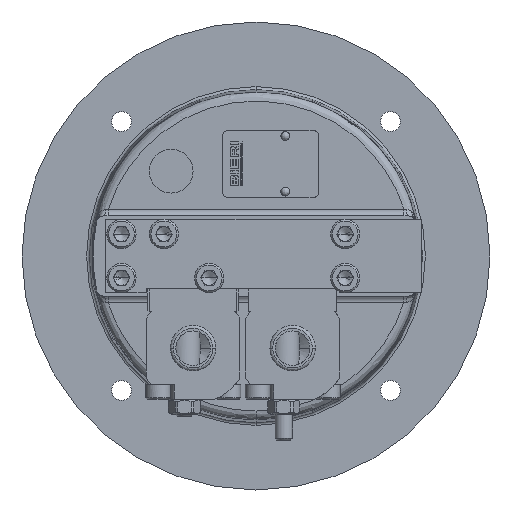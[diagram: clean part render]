
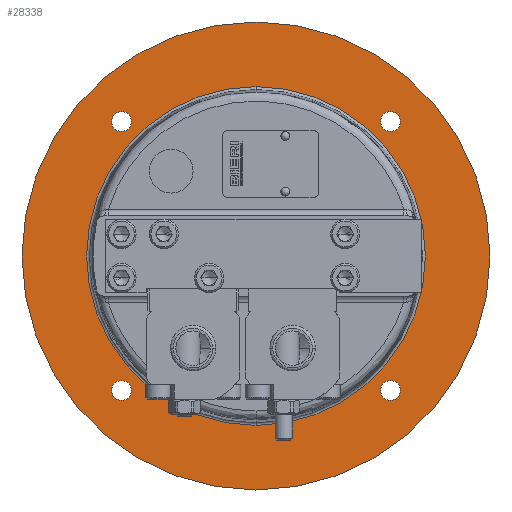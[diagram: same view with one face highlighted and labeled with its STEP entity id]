
A CAD part, left-side view. The second image highlights one B-rep face of the part: STEP entity #28338.
In plain terms, the highlighted planar face has unit normal (-1, 0, 0).
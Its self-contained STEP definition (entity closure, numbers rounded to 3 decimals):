
#21 = CARTESIAN_POINT ( 'NONE',  ( 39.95, -45.962, -45.962 ) ) ;
#533 = DIRECTION ( 'NONE',  ( -1., 0., 0. ) ) ;
#575 = CIRCLE ( 'NONE', #18809, 57.909 ) ;
#634 = EDGE_LOOP ( 'NONE', ( #11646, #46986 ) ) ;
#668 = FACE_BOUND ( 'NONE', #37770, .T. ) ;
#1026 = AXIS2_PLACEMENT_3D ( 'NONE', #21, #14547, #22436 ) ;
#1039 = DIRECTION ( 'NONE',  ( -1., 0., 0. ) ) ;
#1205 = DIRECTION ( 'NONE',  ( 0., 0., -1. ) ) ;
#1936 = CARTESIAN_POINT ( 'NONE',  ( 39.95, 0., 0. ) ) ;
#2645 = EDGE_CURVE ( 'NONE', #43251, #39329, #575, .T. ) ;
#2961 = EDGE_CURVE ( 'NONE', #30528, #26695, #23450, .T. ) ;
#3210 = VERTEX_POINT ( 'NONE', #27639 ) ;
#4393 = DIRECTION ( 'NONE',  ( -1., 0., 0. ) ) ;
#4558 = DIRECTION ( 'NONE',  ( -1., 0., 0. ) ) ;
#4820 = CIRCLE ( 'NONE', #25397, 3.4 ) ;
#4999 = CIRCLE ( 'NONE', #37677, 3.4 ) ;
#5027 = DIRECTION ( 'NONE',  ( 0., 0., -1. ) ) ;
#5101 = CIRCLE ( 'NONE', #37076, 80. ) ;
#6030 = CIRCLE ( 'NONE', #29618, 80. ) ;
#6650 = ORIENTED_EDGE ( 'NONE', *, *, #16643, .F. ) ;
#7127 = DIRECTION ( 'NONE',  ( 0., 0., -1. ) ) ;
#7516 = VERTEX_POINT ( 'NONE', #25613 ) ;
#7679 = DIRECTION ( 'NONE',  ( 0., 0., -1. ) ) ;
#8979 = CARTESIAN_POINT ( 'NONE',  ( 39.95, 45.962, -49.362 ) ) ;
#9000 = EDGE_CURVE ( 'NONE', #7516, #30472, #26033, .T. ) ;
#9179 = ORIENTED_EDGE ( 'NONE', *, *, #26537, .F. ) ;
#9753 = ORIENTED_EDGE ( 'NONE', *, *, #37040, .F. ) ;
#11141 = FACE_BOUND ( 'NONE', #634, .T. ) ;
#11177 = DIRECTION ( 'NONE',  ( 1., 0., 0. ) ) ;
#11376 = FACE_BOUND ( 'NONE', #12690, .T. ) ;
#11646 = ORIENTED_EDGE ( 'NONE', *, *, #9000, .F. ) ;
#12690 = EDGE_LOOP ( 'NONE', ( #13821, #43026 ) ) ;
#13460 = EDGE_LOOP ( 'NONE', ( #36889, #29134 ) ) ;
#13821 = ORIENTED_EDGE ( 'NONE', *, *, #2961, .F. ) ;
#14214 = CARTESIAN_POINT ( 'NONE',  ( 39.95, 0., 80. ) ) ;
#14514 = EDGE_CURVE ( 'NONE', #23709, #38101, #27163, .T. ) ;
#14547 = DIRECTION ( 'NONE',  ( -1., 0., 0. ) ) ;
#14849 = DIRECTION ( 'NONE',  ( -1., 0., 0. ) ) ;
#15192 = DIRECTION ( 'NONE',  ( 1., 0., 0. ) ) ;
#15652 = CARTESIAN_POINT ( 'NONE',  ( 39.95, 45.962, -42.562 ) ) ;
#15740 = DIRECTION ( 'NONE',  ( -1., 0., 0. ) ) ;
#15985 = DIRECTION ( 'NONE',  ( 0., 0., -1. ) ) ;
#15986 = ORIENTED_EDGE ( 'NONE', *, *, #22332, .F. ) ;
#16131 = EDGE_CURVE ( 'NONE', #39329, #43251, #19658, .T. ) ;
#16242 = ORIENTED_EDGE ( 'NONE', *, *, #2645, .F. ) ;
#16624 = DIRECTION ( 'NONE',  ( 0., 0., -1. ) ) ;
#16643 = EDGE_CURVE ( 'NONE', #46564, #3210, #5101, .T. ) ;
#17082 = DIRECTION ( 'NONE',  ( 1., 0., 0. ) ) ;
#17745 = DIRECTION ( 'NONE',  ( 0., 0., -1. ) ) ;
#18809 = AXIS2_PLACEMENT_3D ( 'NONE', #30772, #15740, #15985 ) ;
#18878 = DIRECTION ( 'NONE',  ( 0., 0., -1. ) ) ;
#19027 = VERTEX_POINT ( 'NONE', #39373 ) ;
#19489 = CARTESIAN_POINT ( 'NONE',  ( 39.95, -45.962, -45.962 ) ) ;
#19658 = CIRCLE ( 'NONE', #30298, 57.909 ) ;
#19944 = AXIS2_PLACEMENT_3D ( 'NONE', #33641, #4558, #5027 ) ;
#20911 = CARTESIAN_POINT ( 'NONE',  ( 39.95, -45.962, 45.962 ) ) ;
#21125 = DIRECTION ( 'NONE',  ( 0., 0., -1. ) ) ;
#21577 = CIRCLE ( 'NONE', #1026, 3.4 ) ;
#22246 = CARTESIAN_POINT ( 'NONE',  ( 39.95, 45.962, -45.962 ) ) ;
#22332 = EDGE_CURVE ( 'NONE', #23498, #19027, #21577, .T. ) ;
#22379 = CARTESIAN_POINT ( 'NONE',  ( 39.95, 57.983, -57.983 ) ) ;
#22402 = EDGE_LOOP ( 'NONE', ( #41890, #16242 ) ) ;
#22436 = DIRECTION ( 'NONE',  ( 0., 0., -1. ) ) ;
#22540 = AXIS2_PLACEMENT_3D ( 'NONE', #19489, #30701, #16624 ) ;
#22602 = DIRECTION ( 'NONE',  ( 0., 0., -1. ) ) ;
#22802 = AXIS2_PLACEMENT_3D ( 'NONE', #20911, #27155, #1205 ) ;
#23450 = CIRCLE ( 'NONE', #29526, 3.4 ) ;
#23498 = VERTEX_POINT ( 'NONE', #32141 ) ;
#23709 = VERTEX_POINT ( 'NONE', #15652 ) ;
#25397 = AXIS2_PLACEMENT_3D ( 'NONE', #22246, #533, #18878 ) ;
#25613 = CARTESIAN_POINT ( 'NONE',  ( 39.95, 45.962, 42.562 ) ) ;
#25635 = CARTESIAN_POINT ( 'NONE',  ( 39.95, -45.962, 49.362 ) ) ;
#25719 = CARTESIAN_POINT ( 'NONE',  ( 39.95, 0., -57.909 ) ) ;
#26033 = CIRCLE ( 'NONE', #19944, 3.4 ) ;
#26537 = EDGE_CURVE ( 'NONE', #3210, #46564, #6030, .T. ) ;
#26695 = VERTEX_POINT ( 'NONE', #25635 ) ;
#27155 = DIRECTION ( 'NONE',  ( -1., 0., 0. ) ) ;
#27163 = CIRCLE ( 'NONE', #40828, 3.4 ) ;
#27423 = DIRECTION ( 'NONE',  ( -1., 0., 0. ) ) ;
#27639 = CARTESIAN_POINT ( 'NONE',  ( 39.95, 0., -80. ) ) ;
#28338 = ADVANCED_FACE ( 'NONE', ( #29049, #29283, #11141, #29742, #668, #11376 ), #37111, .F. ) ;
#29049 = FACE_OUTER_BOUND ( 'NONE', #32557, .T. ) ;
#29134 = ORIENTED_EDGE ( 'NONE', *, *, #14514, .F. ) ;
#29283 = FACE_BOUND ( 'NONE', #22402, .T. ) ;
#29400 = CARTESIAN_POINT ( 'NONE',  ( 39.95, 45.962, -45.962 ) ) ;
#29526 = AXIS2_PLACEMENT_3D ( 'NONE', #36815, #4393, #43480 ) ;
#29618 = AXIS2_PLACEMENT_3D ( 'NONE', #38967, #17082, #21125 ) ;
#29742 = FACE_BOUND ( 'NONE', #13460, .T. ) ;
#30298 = AXIS2_PLACEMENT_3D ( 'NONE', #1936, #27423, #45496 ) ;
#30472 = VERTEX_POINT ( 'NONE', #42663 ) ;
#30528 = VERTEX_POINT ( 'NONE', #35523 ) ;
#30701 = DIRECTION ( 'NONE',  ( -1., 0., 0. ) ) ;
#30772 = CARTESIAN_POINT ( 'NONE',  ( 39.95, 0., 0. ) ) ;
#32141 = CARTESIAN_POINT ( 'NONE',  ( 39.95, -45.962, -42.562 ) ) ;
#32557 = EDGE_LOOP ( 'NONE', ( #9179, #6650 ) ) ;
#33641 = CARTESIAN_POINT ( 'NONE',  ( 39.95, 45.962, 45.962 ) ) ;
#35523 = CARTESIAN_POINT ( 'NONE',  ( 39.95, -45.962, 42.562 ) ) ;
#35882 = EDGE_CURVE ( 'NONE', #26695, #30528, #43301, .T. ) ;
#36451 = EDGE_CURVE ( 'NONE', #30472, #7516, #4999, .T. ) ;
#36683 = CARTESIAN_POINT ( 'NONE',  ( 39.95, 0., 0. ) ) ;
#36815 = CARTESIAN_POINT ( 'NONE',  ( 39.95, -45.962, 45.962 ) ) ;
#36889 = ORIENTED_EDGE ( 'NONE', *, *, #43695, .F. ) ;
#37040 = EDGE_CURVE ( 'NONE', #19027, #23498, #43046, .T. ) ;
#37076 = AXIS2_PLACEMENT_3D ( 'NONE', #36683, #11177, #7127 ) ;
#37111 = PLANE ( 'NONE',  #38845 ) ;
#37677 = AXIS2_PLACEMENT_3D ( 'NONE', #44595, #1039, #7679 ) ;
#37770 = EDGE_LOOP ( 'NONE', ( #9753, #15986 ) ) ;
#38101 = VERTEX_POINT ( 'NONE', #8979 ) ;
#38845 = AXIS2_PLACEMENT_3D ( 'NONE', #22379, #15192, #22602 ) ;
#38967 = CARTESIAN_POINT ( 'NONE',  ( 39.95, 0., 0. ) ) ;
#39329 = VERTEX_POINT ( 'NONE', #25719 ) ;
#39373 = CARTESIAN_POINT ( 'NONE',  ( 39.95, -45.962, -49.362 ) ) ;
#40828 = AXIS2_PLACEMENT_3D ( 'NONE', #29400, #14849, #17745 ) ;
#40868 = CARTESIAN_POINT ( 'NONE',  ( 39.95, 0., 57.909 ) ) ;
#41890 = ORIENTED_EDGE ( 'NONE', *, *, #16131, .F. ) ;
#42663 = CARTESIAN_POINT ( 'NONE',  ( 39.95, 45.962, 49.362 ) ) ;
#43026 = ORIENTED_EDGE ( 'NONE', *, *, #35882, .F. ) ;
#43046 = CIRCLE ( 'NONE', #22540, 3.4 ) ;
#43251 = VERTEX_POINT ( 'NONE', #40868 ) ;
#43301 = CIRCLE ( 'NONE', #22802, 3.4 ) ;
#43480 = DIRECTION ( 'NONE',  ( 0., 0., -1. ) ) ;
#43695 = EDGE_CURVE ( 'NONE', #38101, #23709, #4820, .T. ) ;
#44595 = CARTESIAN_POINT ( 'NONE',  ( 39.95, 45.962, 45.962 ) ) ;
#45496 = DIRECTION ( 'NONE',  ( 0., 0., -1. ) ) ;
#46564 = VERTEX_POINT ( 'NONE', #14214 ) ;
#46986 = ORIENTED_EDGE ( 'NONE', *, *, #36451, .F. ) ;
